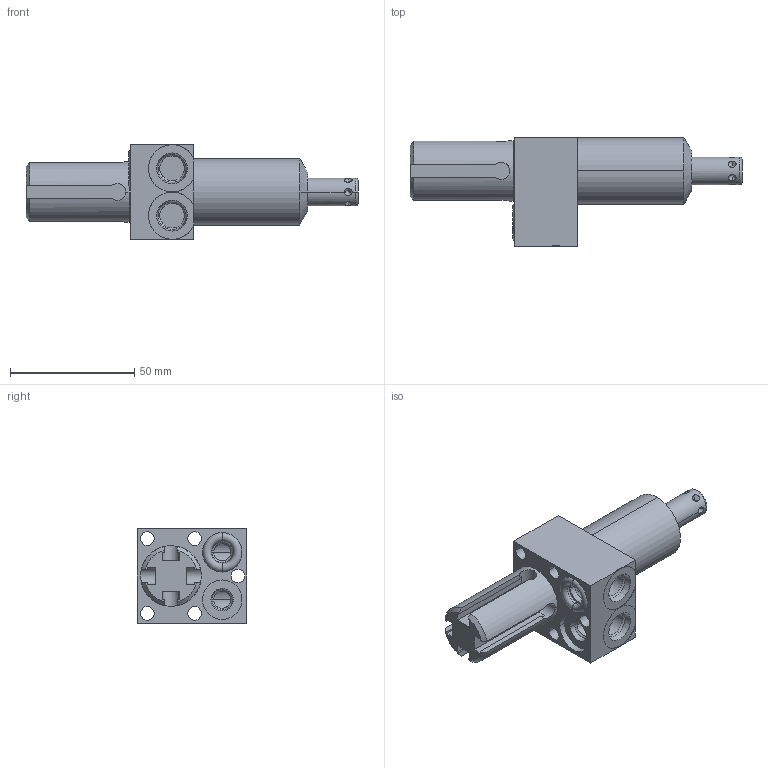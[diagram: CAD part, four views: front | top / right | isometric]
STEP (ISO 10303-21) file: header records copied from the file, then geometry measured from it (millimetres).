
FILE_DESCRIPTION((''),'2;1');
FILE_NAME('ILC14220501RPS','2020-07-04T',('jweaver'),(''),'PRO/ENGINEER BY PARAMETRIC TECHNOLOGY CORPORATION, 2013320','PRO/ENGINEER BY PARAMETRIC TECHNOLOGY CORPORATION, 2013320','');
FILE_SCHEMA(('AUTOMOTIVE_DESIGN { 1 0 10303 214 1 1 1 1 }'));
Length unit declared in the file: inch
Products named in the file (1): ILC14220501RPS
Bounding box: 133.73 x 43.94 x 38.1 mm (x, y, z)
Volume: 75478.4 mm3; surface area: 22149.5 mm2
Topology: 2 solids, 3 shells, 133 faces, 342 edges, 210 vertices
Faces by surface type: plane 49, cylinder 42, cone 36, torus 6
Entity records: 5617 total; most frequent: CARTESIAN_POINT 997, DIRECTION 694, ORIENTED_EDGE 652, PRESENTATION_STYLE_ASSIGNMENT 350, STYLED_ITEM 331, CURVE_STYLE 328, EDGE_CURVE 328, AXIS2_PLACEMENT_3D 262
